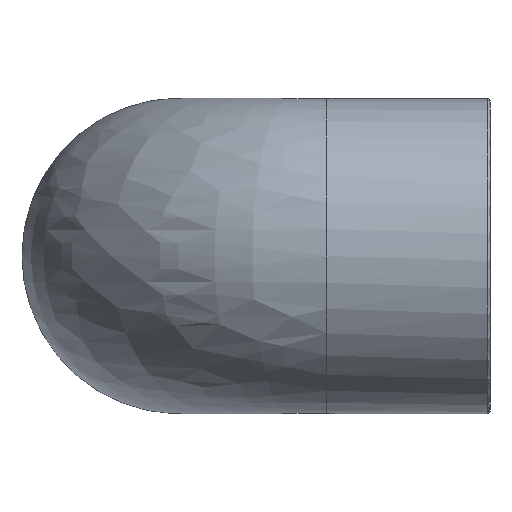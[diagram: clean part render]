
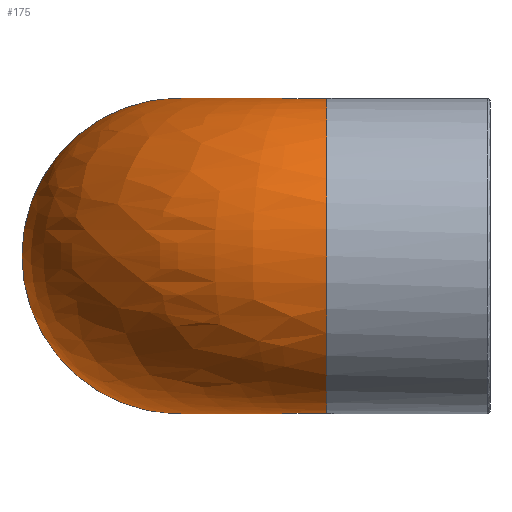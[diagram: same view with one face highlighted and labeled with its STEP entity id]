
A CAD part, left-side view. The second image highlights one B-rep face of the part: STEP entity #175.
In plain terms, the highlighted free-form (B-spline) face has degree [2, 2] with [9, 3] control points.
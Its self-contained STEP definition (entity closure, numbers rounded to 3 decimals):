
#41=CIRCLE('',#193,30.);
#42=CIRCLE('',#194,30.);
#55=(
BOUNDED_SURFACE()
B_SPLINE_SURFACE(2,2,((#344,#345,#346),(#347,#348,#349),(#350,#351,#352),
(#353,#354,#355),(#356,#357,#358),(#359,#360,#361),(#362,#363,#364),(#365,
#366,#367),(#368,#369,#370)),.UNSPECIFIED.,.F.,.F.,.F.)
B_SPLINE_SURFACE_WITH_KNOTS((3,2,2,2,3),(3,3),(-2.735,-1.368,
0.,1.368,2.735),(0.,1.571),
 .UNSPECIFIED.)
GEOMETRIC_REPRESENTATION_ITEM()
RATIONAL_B_SPLINE_SURFACE(((1.,0.707,1.),(0.775,
0.548,0.775),(1.,0.707,1.),(0.775,
0.548,0.775),(1.,0.707,1.),(0.775,
0.548,0.775),(1.,0.707,1.),(0.775,
0.548,0.775),(1.,0.707,1.)))
REPRESENTATION_ITEM('')
SURFACE()
);
#57=FACE_OUTER_BOUND('',#72,.T.);
#72=EDGE_LOOP('',(#141,#142,#143,#144));
#101=B_SPLINE_CURVE_WITH_KNOTS('',3,(#308,#309,#310,#311,#312,#313,#314,
#315,#316,#317,#318,#319,#320,#321,#322,#323),.UNSPECIFIED.,.F.,.F.,(4,
3,3,3,3,4),(0.,0.016,0.032,
0.035,0.051,0.071),.UNSPECIFIED.);
#102=B_SPLINE_CURVE_WITH_KNOTS('',3,(#327,#328,#329,#330,#331,#332,#333,
#334,#335,#336,#337,#338,#339,#340,#341,#342),.UNSPECIFIED.,.F.,.F.,(4,
3,3,3,3,4),(0.,0.02,0.035,
0.039,0.055,0.071),.UNSPECIFIED.);
#103=VERTEX_POINT('',#306);
#104=VERTEX_POINT('',#307);
#105=VERTEX_POINT('',#324);
#106=VERTEX_POINT('',#326);
#119=EDGE_CURVE('',#103,#104,#101,.T.);
#121=EDGE_CURVE('',#106,#105,#102,.T.);
#123=EDGE_CURVE('',#105,#103,#41,.T.);
#124=EDGE_CURVE('',#106,#104,#42,.T.);
#141=ORIENTED_EDGE('',*,*,#121,.T.);
#142=ORIENTED_EDGE('',*,*,#123,.T.);
#143=ORIENTED_EDGE('',*,*,#119,.T.);
#144=ORIENTED_EDGE('',*,*,#124,.F.);
#175=ADVANCED_FACE('',(#57),#55,.F.);
#193=AXIS2_PLACEMENT_3D('',#371,#226,#227);
#194=AXIS2_PLACEMENT_3D('',#372,#228,#229);
#226=DIRECTION('center_axis',(0.,1.,0.));
#227=DIRECTION('ref_axis',(-1.,0.,0.));
#228=DIRECTION('center_axis',(1.,0.,0.));
#229=DIRECTION('ref_axis',(0.,1.,0.));
#306=CARTESIAN_POINT('',(27.541,31.,11.895));
#307=CARTESIAN_POINT('',(28.,31.459,11.895));
#308=CARTESIAN_POINT('Ctrl Pts',(27.541,31.,11.895));
#309=CARTESIAN_POINT('Ctrl Pts',(27.545,31.054,11.886));
#310=CARTESIAN_POINT('Ctrl Pts',(27.558,31.107,11.878));
#311=CARTESIAN_POINT('Ctrl Pts',(27.58,31.157,11.873));
#312=CARTESIAN_POINT('Ctrl Pts',(27.6,31.206,11.867));
#313=CARTESIAN_POINT('Ctrl Pts',(27.629,31.252,11.864));
#314=CARTESIAN_POINT('Ctrl Pts',(27.664,31.292,11.863));
#315=CARTESIAN_POINT('Ctrl Pts',(27.671,31.3,11.863));
#316=CARTESIAN_POINT('Ctrl Pts',(27.678,31.307,11.863));
#317=CARTESIAN_POINT('Ctrl Pts',(27.685,31.315,11.863));
#318=CARTESIAN_POINT('Ctrl Pts',(27.722,31.352,11.863));
#319=CARTESIAN_POINT('Ctrl Pts',(27.765,31.382,11.865));
#320=CARTESIAN_POINT('Ctrl Pts',(27.812,31.406,11.87));
#321=CARTESIAN_POINT('Ctrl Pts',(27.871,31.436,11.875));
#322=CARTESIAN_POINT('Ctrl Pts',(27.935,31.454,11.884));
#323=CARTESIAN_POINT('Ctrl Pts',(28.,31.459,11.895));
#324=CARTESIAN_POINT('',(27.541,31.,-11.895));
#326=CARTESIAN_POINT('',(28.,31.459,-11.895));
#327=CARTESIAN_POINT('Ctrl Pts',(28.,31.459,-11.895));
#328=CARTESIAN_POINT('Ctrl Pts',(27.935,31.454,-11.884));
#329=CARTESIAN_POINT('Ctrl Pts',(27.871,31.436,-11.875));
#330=CARTESIAN_POINT('Ctrl Pts',(27.812,31.406,-11.87));
#331=CARTESIAN_POINT('Ctrl Pts',(27.765,31.382,-11.865));
#332=CARTESIAN_POINT('Ctrl Pts',(27.722,31.352,-11.863));
#333=CARTESIAN_POINT('Ctrl Pts',(27.685,31.315,-11.863));
#334=CARTESIAN_POINT('Ctrl Pts',(27.678,31.307,-11.863));
#335=CARTESIAN_POINT('Ctrl Pts',(27.671,31.3,-11.863));
#336=CARTESIAN_POINT('Ctrl Pts',(27.664,31.292,-11.863));
#337=CARTESIAN_POINT('Ctrl Pts',(27.629,31.252,-11.864));
#338=CARTESIAN_POINT('Ctrl Pts',(27.6,31.206,-11.867));
#339=CARTESIAN_POINT('Ctrl Pts',(27.58,31.157,-11.873));
#340=CARTESIAN_POINT('Ctrl Pts',(27.558,31.107,-11.878));
#341=CARTESIAN_POINT('Ctrl Pts',(27.545,31.054,-11.886));
#342=CARTESIAN_POINT('Ctrl Pts',(27.541,31.,-11.895));
#344=CARTESIAN_POINT('Ctrl Pts',(27.555,31.,11.862));
#345=CARTESIAN_POINT('Ctrl Pts',(27.555,31.445,11.862));
#346=CARTESIAN_POINT('Ctrl Pts',(28.,31.445,11.862));
#347=CARTESIAN_POINT('Ctrl Pts',(17.889,31.,34.317));
#348=CARTESIAN_POINT('Ctrl Pts',(17.889,41.111,34.317));
#349=CARTESIAN_POINT('Ctrl Pts',(28.,41.111,34.317));
#350=CARTESIAN_POINT('Ctrl Pts',(-6.056,31.,29.382));
#351=CARTESIAN_POINT('Ctrl Pts',(-6.056,65.056,29.382));
#352=CARTESIAN_POINT('Ctrl Pts',(28.,65.056,29.382));
#353=CARTESIAN_POINT('Ctrl Pts',(-30.,31.,24.448));
#354=CARTESIAN_POINT('Ctrl Pts',(-30.,89.,24.448));
#355=CARTESIAN_POINT('Ctrl Pts',(28.,89.,24.448));
#356=CARTESIAN_POINT('Ctrl Pts',(-30.,31.,0.));
#357=CARTESIAN_POINT('Ctrl Pts',(-30.,89.,0.));
#358=CARTESIAN_POINT('Ctrl Pts',(28.,89.,0.));
#359=CARTESIAN_POINT('Ctrl Pts',(-30.,31.,-24.448));
#360=CARTESIAN_POINT('Ctrl Pts',(-30.,89.,-24.448));
#361=CARTESIAN_POINT('Ctrl Pts',(28.,89.,-24.448));
#362=CARTESIAN_POINT('Ctrl Pts',(-6.056,31.,-29.382));
#363=CARTESIAN_POINT('Ctrl Pts',(-6.056,65.056,-29.382));
#364=CARTESIAN_POINT('Ctrl Pts',(28.,65.056,-29.382));
#365=CARTESIAN_POINT('Ctrl Pts',(17.889,31.,-34.317));
#366=CARTESIAN_POINT('Ctrl Pts',(17.889,41.111,-34.317));
#367=CARTESIAN_POINT('Ctrl Pts',(28.,41.111,-34.317));
#368=CARTESIAN_POINT('Ctrl Pts',(27.555,31.,-11.862));
#369=CARTESIAN_POINT('Ctrl Pts',(27.555,31.445,-11.862));
#370=CARTESIAN_POINT('Ctrl Pts',(28.,31.445,-11.862));
#371=CARTESIAN_POINT('Origin',(0.,31.,0.));
#372=CARTESIAN_POINT('Origin',(28.,59.,0.));
